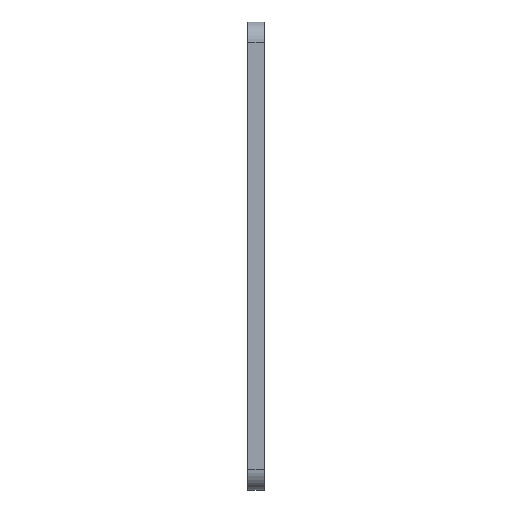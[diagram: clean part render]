
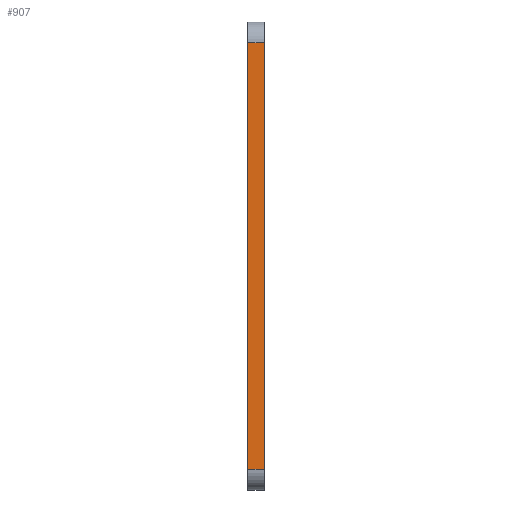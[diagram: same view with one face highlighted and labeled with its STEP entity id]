
A CAD part, left-side view. The second image highlights one B-rep face of the part: STEP entity #907.
In plain terms, the highlighted planar face has unit normal (-1, 0, 0).
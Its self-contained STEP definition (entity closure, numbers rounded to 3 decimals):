
#31 = ORIENTED_EDGE ( 'NONE', *, *, #423, .T. ) ;
#79 = DIRECTION ( 'NONE',  ( -1., 0., 0. ) ) ;
#81 = EDGE_CURVE ( 'NONE', #792, #898, #712, .T. ) ;
#82 = DIRECTION ( 'NONE',  ( 0., 0., 1. ) ) ;
#173 = VECTOR ( 'NONE', #82, 1000. ) ;
#195 = CARTESIAN_POINT ( 'NONE',  ( -18.5, 0., -8.5 ) ) ;
#254 = LINE ( 'NONE', #888, #284 ) ;
#259 = VERTEX_POINT ( 'NONE', #262 ) ;
#262 = CARTESIAN_POINT ( 'NONE',  ( -18.5, 0., 46. ) ) ;
#284 = VECTOR ( 'NONE', #400, 1000. ) ;
#285 = LINE ( 'NONE', #195, #903 ) ;
#306 = LINE ( 'NONE', #873, #567 ) ;
#342 = CARTESIAN_POINT ( 'NONE',  ( -18.5, 0., -8.5 ) ) ;
#352 = ORIENTED_EDGE ( 'NONE', *, *, #517, .T. ) ;
#393 = AXIS2_PLACEMENT_3D ( 'NONE', #342, #79, #776 ) ;
#400 = DIRECTION ( 'NONE',  ( 0., 1., 0. ) ) ;
#423 = EDGE_CURVE ( 'NONE', #650, #259, #285, .T. ) ;
#433 = CARTESIAN_POINT ( 'NONE',  ( -18.5, 2., 46. ) ) ;
#481 = DIRECTION ( 'NONE',  ( 0., 0., 1. ) ) ;
#496 = EDGE_CURVE ( 'NONE', #792, #650, #306, .T. ) ;
#517 = EDGE_CURVE ( 'NONE', #259, #898, #254, .T. ) ;
#540 = ORIENTED_EDGE ( 'NONE', *, *, #81, .F. ) ;
#563 = FACE_OUTER_BOUND ( 'NONE', #654, .T. ) ;
#567 = VECTOR ( 'NONE', #857, 1000. ) ;
#615 = ORIENTED_EDGE ( 'NONE', *, *, #496, .T. ) ;
#650 = VERTEX_POINT ( 'NONE', #708 ) ;
#654 = EDGE_LOOP ( 'NONE', ( #31, #352, #540, #615 ) ) ;
#708 = CARTESIAN_POINT ( 'NONE',  ( -18.5, 0., -6. ) ) ;
#712 = LINE ( 'NONE', #844, #173 ) ;
#776 = DIRECTION ( 'NONE',  ( 0., 0., 1. ) ) ;
#792 = VERTEX_POINT ( 'NONE', #923 ) ;
#844 = CARTESIAN_POINT ( 'NONE',  ( -18.5, 2., -8.5 ) ) ;
#857 = DIRECTION ( 'NONE',  ( 0., -1., 0. ) ) ;
#858 = PLANE ( 'NONE',  #393 ) ;
#873 = CARTESIAN_POINT ( 'NONE',  ( -18.5, 0., -6. ) ) ;
#888 = CARTESIAN_POINT ( 'NONE',  ( -18.5, 0., 46. ) ) ;
#898 = VERTEX_POINT ( 'NONE', #433 ) ;
#903 = VECTOR ( 'NONE', #481, 1000. ) ;
#907 = ADVANCED_FACE ( 'NONE', ( #563 ), #858, .T. ) ;
#923 = CARTESIAN_POINT ( 'NONE',  ( -18.5, 2., -6. ) ) ;
